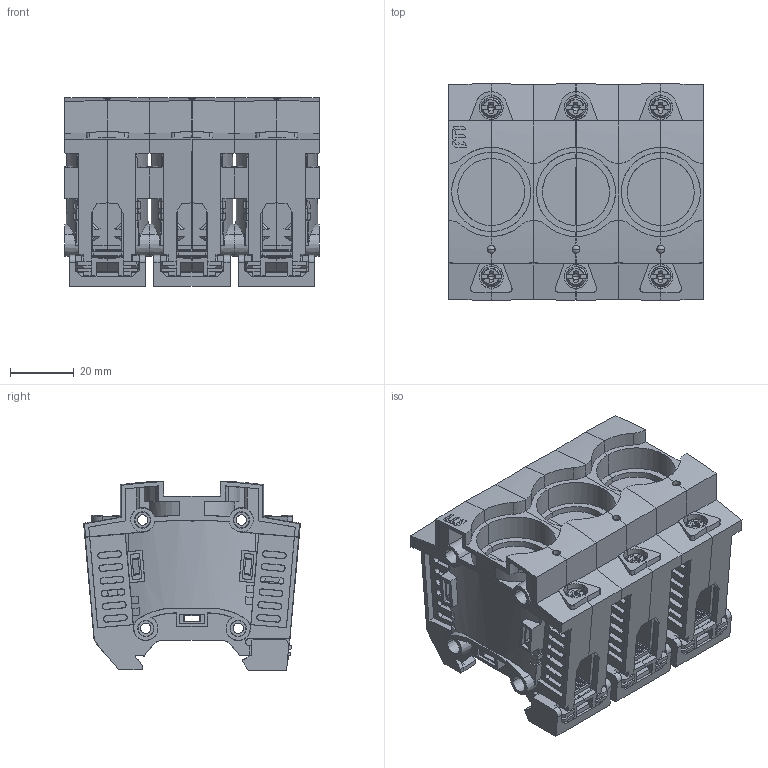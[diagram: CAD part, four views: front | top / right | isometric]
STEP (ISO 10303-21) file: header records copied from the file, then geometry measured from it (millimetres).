
FILE_DESCRIPTION((''),'2;1');
FILE_NAME('002510024_PFB_D02_3P_LED_ASM','2023-01-23T14:04:01',('klemen.sitar'),('Audax d.o.o.'),'CREO PARAMETRIC BY PTC INC, 2021304','CREO PARAMETRIC BY PTC INC, 2021304','');
FILE_SCHEMA(('AP242_MANAGED_MODEL_BASED_3D_ENGINEERING_MIM_LF { 1 0 10303 442 1 1 4 }'));
Products named in the file (34): 89_SCREW_1_1_2_3_4_5_1_1_1-2734; PRT0143_1_1_1_1_2_3_1; PRT0143_1_2_1_1_2_3_1; PRT0143_1_3_1_1_2_3_1; PRT0143_1_ASM_1_1_2_3_ASM_1_ASM; 0000000470_1_1_1_2_3_4_5_1_1__3; ASM0094_ASM_1_1_2_3_4_5_ASM_1_3_ASM; 0000040176_1_1_1_2_3_4_5_1_1__3; POKROV_7_1_1_1_2_3_1; 0000049287_1_1_1_1_2_3_1; PRT9501_1_1_1_2_3_1; 0000040414_2_1_1_1_2_3_1; 89_SCREW_1_1_2_3_4_5_1_1_-88255; 0000000470_1_1_1_2_3_4_5_1_1__1; ASM0094_ASM_1_1_2_3_4_5_ASM_1_4_ASM; 0000040176_1_1_1_2_3_4_5_1_1__1; POKROV_7_1_1_1_2_3_1_1; 0000049287_1_1_1_1_2_3_1_1; PRT9501_1_1_1_2_3_1_1; 0000040414_2_1_1_1_2_3_1_1; SGFSG_ASM_1_ASM_1_ASM; 002510022_PFB_D02_1P_LED_ASM_1_ASM; 89_SCREW_1_1_2_3_4_5_1_1_1_2__1; 0000000470_1_1_1_2_3_4_5_1_1__4; ASM0094_ASM_1_1_2_3_4_5_ASM_1_5_ASM; 0000040176_1_1_1_2_3_4_5_1_1__4; POKROV_7_1_1_1_2_3_1_1_1; 0000049287_1_1_1_1_2_3_1_1_1; PRT9501_1_1_1_2_3_1_1_1; 0000040414_2_1_1_1_2_3_1_1_1; SGFSG_ASM_1_1_ASM_1_ASM; HJF_ASM_1_ASM; SGFSG_ASM_1_ASM; 002510024_PFB_D02_3P_LED_ASM
Assembly tree (36 placements, depth 6):
  002510024_PFB_D02_3P_LED_ASM
    SGFSG_ASM_1_ASM
      89_SCREW_1_1_2_3_4_5_1_1_1-2734  x2
      ASM0094_ASM_1_1_2_3_4_5_ASM_1_3_ASM
        PRT0143_1_ASM_1_1_2_3_ASM_1_ASM
          PRT0143_1_1_1_1_2_3_1
          PRT0143_1_2_1_1_2_3_1
          PRT0143_1_3_1_1_2_3_1
        0000000470_1_1_1_2_3_4_5_1_1__3
      0000040176_1_1_1_2_3_4_5_1_1__3
      POKROV_7_1_1_1_2_3_1
      0000049287_1_1_1_1_2_3_1
      PRT9501_1_1_1_2_3_1
      0000040414_2_1_1_1_2_3_1
      002510022_PFB_D02_1P_LED_ASM_1_ASM
        SGFSG_ASM_1_ASM_1_ASM
          89_SCREW_1_1_2_3_4_5_1_1_-88255  x2
          ASM0094_ASM_1_1_2_3_4_5_ASM_1_4_ASM
            0000000470_1_1_1_2_3_4_5_1_1__1
          0000040176_1_1_1_2_3_4_5_1_1__1
          POKROV_7_1_1_1_2_3_1_1
          0000049287_1_1_1_1_2_3_1_1
          PRT9501_1_1_1_2_3_1_1
          0000040414_2_1_1_1_2_3_1_1
      HJF_ASM_1_ASM
        SGFSG_ASM_1_1_ASM_1_ASM
          89_SCREW_1_1_2_3_4_5_1_1_1_2__1  x2
          ASM0094_ASM_1_1_2_3_4_5_ASM_1_5_ASM
            0000000470_1_1_1_2_3_4_5_1_1__4
          0000040176_1_1_1_2_3_4_5_1_1__4
          POKROV_7_1_1_1_2_3_1_1_1
          0000049287_1_1_1_1_2_3_1_1_1
          PRT9501_1_1_1_2_3_1_1_1
          0000040414_2_1_1_1_2_3_1_1_1
Bounding box: 79.8 x 68 x 59.26 mm (x, y, z)
Volume: 148141 mm3; surface area: 109549.8 mm2
Topology: 27 solids, 66 shells, 4992 faces, 14508 edges, 9777 vertices
Faces by surface type: plane 3648, cone 648, cylinder 630, bspline 24, torus 24, sphere 18
Entity records: 208021 total; most frequent: CARTESIAN_POINT 36806, ORIENTED_EDGE 28038, DIRECTION 25066, EDGE_CURVE 14097, VECTOR 9744, LINE 9744, VERTEX_POINT 9519, AXIS2_PLACEMENT_3D 7661
